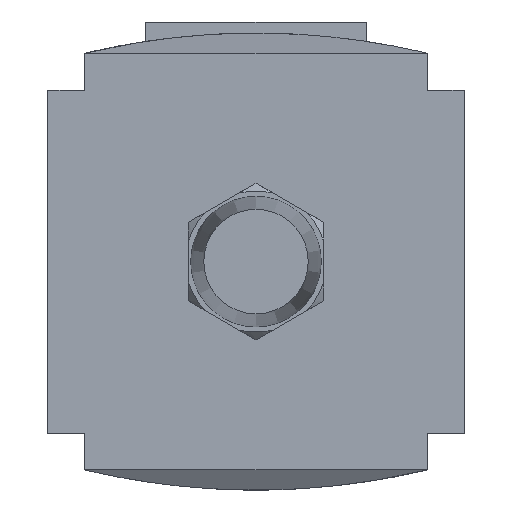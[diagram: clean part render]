
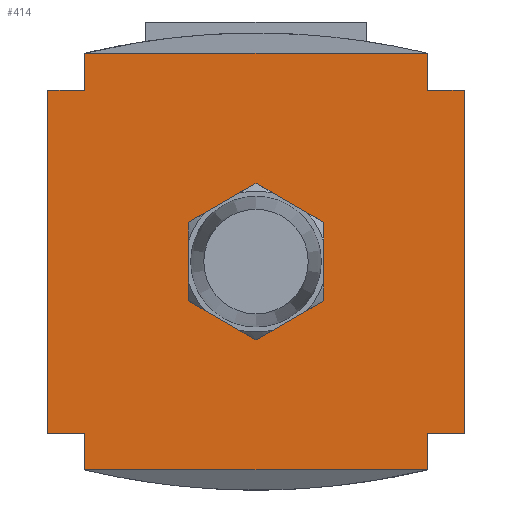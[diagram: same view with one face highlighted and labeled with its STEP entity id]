
A CAD part, front view. The second image highlights one B-rep face of the part: STEP entity #414.
In plain terms, the highlighted planar face has unit normal (0, -1, 0).
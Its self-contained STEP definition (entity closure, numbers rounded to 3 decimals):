
#414 = ADVANCED_FACE( '', ( #986, #987 ), #988, .F. );
#986 = FACE_BOUND( '', #1750, .T. );
#987 = FACE_OUTER_BOUND( '', #1751, .T. );
#988 = PLANE( '', #1752 );
#1750 = EDGE_LOOP( '', ( #2790 ) );
#1751 = EDGE_LOOP( '', ( #2791, #2792, #2793, #2794, #2795, #2796, #2797, #2798, #2799, #2800, #2801, #2802 ) );
#1752 = AXIS2_PLACEMENT_3D( '', #2803, #2804, #2805 );
#2790 = ORIENTED_EDGE( '', *, *, #4635, .F. );
#2791 = ORIENTED_EDGE( '', *, *, #4766, .F. );
#2792 = ORIENTED_EDGE( '', *, *, #4767, .F. );
#2793 = ORIENTED_EDGE( '', *, *, #4768, .F. );
#2794 = ORIENTED_EDGE( '', *, *, #4769, .T. );
#2795 = ORIENTED_EDGE( '', *, *, #4770, .F. );
#2796 = ORIENTED_EDGE( '', *, *, #4771, .T. );
#2797 = ORIENTED_EDGE( '', *, *, #4772, .F. );
#2798 = ORIENTED_EDGE( '', *, *, #4773, .T. );
#2799 = ORIENTED_EDGE( '', *, *, #4774, .T. );
#2800 = ORIENTED_EDGE( '', *, *, #4775, .F. );
#2801 = ORIENTED_EDGE( '', *, *, #4628, .F. );
#2802 = ORIENTED_EDGE( '', *, *, #4776, .T. );
#2803 = CARTESIAN_POINT( '', ( 0., -51., 103.36 ) );
#2804 = DIRECTION( '', ( 0., 1., 0. ) );
#2805 = DIRECTION( '', ( 0., 0., 1. ) );
#4628 = EDGE_CURVE( '', #5581, #5570, #5583, .T. );
#4635 = EDGE_CURVE( '', #5594, #5594, #5595, .T. );
#4766 = EDGE_CURVE( '', #5817, #5818, #5819, .T. );
#4767 = EDGE_CURVE( '', #5820, #5817, #5821, .T. );
#4768 = EDGE_CURVE( '', #5822, #5820, #5823, .T. );
#4769 = EDGE_CURVE( '', #5822, #5824, #5825, .T. );
#4770 = EDGE_CURVE( '', #5826, #5824, #5827, .T. );
#4771 = EDGE_CURVE( '', #5826, #5828, #5829, .T. );
#4772 = EDGE_CURVE( '', #5830, #5828, #5831, .T. );
#4773 = EDGE_CURVE( '', #5830, #5832, #5833, .T. );
#4774 = EDGE_CURVE( '', #5832, #5834, #5835, .T. );
#4775 = EDGE_CURVE( '', #5570, #5834, #5836, .T. );
#4776 = EDGE_CURVE( '', #5581, #5818, #5837, .T. );
#5570 = VERTEX_POINT( '', #6907 );
#5581 = VERTEX_POINT( '', #6924 );
#5583 = LINE( '', #6927, #6928 );
#5594 = VERTEX_POINT( '', #6943 );
#5595 = CIRCLE( '', #6944, 13.221 );
#5817 = VERTEX_POINT( '', #7266 );
#5818 = VERTEX_POINT( '', #7267 );
#5819 = LINE( '', #7268, #7269 );
#5820 = VERTEX_POINT( '', #7270 );
#5821 = LINE( '', #7271, #7272 );
#5822 = VERTEX_POINT( '', #7273 );
#5823 = LINE( '', #7274, #7275 );
#5824 = VERTEX_POINT( '', #7276 );
#5825 = LINE( '', #7277, #7278 );
#5826 = VERTEX_POINT( '', #7279 );
#5827 = LINE( '', #7280, #7281 );
#5828 = VERTEX_POINT( '', #7282 );
#5829 = LINE( '', #7283, #7284 );
#5830 = VERTEX_POINT( '', #7285 );
#5831 = LINE( '', #7286, #7287 );
#5832 = VERTEX_POINT( '', #7288 );
#5833 = LINE( '', #7289, #7290 );
#5834 = VERTEX_POINT( '', #7291 );
#5835 = LINE( '', #7292, #7293 );
#5836 = LINE( '', #7294, #7295 );
#5837 = LINE( '', #7296, #7297 );
#6907 = CARTESIAN_POINT( '', ( -35., -51., -35. ) );
#6924 = CARTESIAN_POINT( '', ( -35., -51., -42.5 ) );
#6927 = CARTESIAN_POINT( '', ( -35., -51., -42.5 ) );
#6928 = VECTOR( '', #8515, 1000. );
#6943 = CARTESIAN_POINT( '', ( 0., -51., -13.221 ) );
#6944 = AXIS2_PLACEMENT_3D( '', #8520, #8521, #8522 );
#7266 = CARTESIAN_POINT( '', ( 35., -51., -35. ) );
#7267 = CARTESIAN_POINT( '', ( 35., -51., -42.5 ) );
#7268 = CARTESIAN_POINT( '', ( 35., -51., 42.5 ) );
#7269 = VECTOR( '', #8661, 1000. );
#7270 = CARTESIAN_POINT( '', ( 42.5, -51., -35. ) );
#7271 = CARTESIAN_POINT( '', ( 42.5, -51., -35. ) );
#7272 = VECTOR( '', #8662, 1000. );
#7273 = CARTESIAN_POINT( '', ( 42.5, -51., 35. ) );
#7274 = CARTESIAN_POINT( '', ( 42.5, -51., 35. ) );
#7275 = VECTOR( '', #8663, 1000. );
#7276 = CARTESIAN_POINT( '', ( 35., -51., 35. ) );
#7277 = CARTESIAN_POINT( '', ( 42.5, -51., 35. ) );
#7278 = VECTOR( '', #8664, 1000. );
#7279 = CARTESIAN_POINT( '', ( 35., -51., 42.5 ) );
#7280 = CARTESIAN_POINT( '', ( 35., -51., 42.5 ) );
#7281 = VECTOR( '', #8665, 1000. );
#7282 = CARTESIAN_POINT( '', ( -35., -51., 42.5 ) );
#7283 = CARTESIAN_POINT( '', ( 0., -51., 42.5 ) );
#7284 = VECTOR( '', #8666, 1000. );
#7285 = CARTESIAN_POINT( '', ( -35., -51., 35. ) );
#7286 = CARTESIAN_POINT( '', ( -35., -51., -42.5 ) );
#7287 = VECTOR( '', #8667, 1000. );
#7288 = CARTESIAN_POINT( '', ( -42.5, -51., 35. ) );
#7289 = CARTESIAN_POINT( '', ( 42.5, -51., 35. ) );
#7290 = VECTOR( '', #8668, 1000. );
#7291 = CARTESIAN_POINT( '', ( -42.5, -51., -35. ) );
#7292 = CARTESIAN_POINT( '', ( -42.5, -51., 35. ) );
#7293 = VECTOR( '', #8669, 1000. );
#7294 = CARTESIAN_POINT( '', ( 42.5, -51., -35. ) );
#7295 = VECTOR( '', #8670, 1000. );
#7296 = CARTESIAN_POINT( '', ( 0., -51., -42.5 ) );
#7297 = VECTOR( '', #8671, 1000. );
#8515 = DIRECTION( '', ( 0., 0., 1. ) );
#8520 = CARTESIAN_POINT( '', ( 0., -51., 0. ) );
#8521 = DIRECTION( '', ( 0., -1., 0. ) );
#8522 = DIRECTION( '', ( 0., 0., -1. ) );
#8661 = DIRECTION( '', ( 0., 0., -1. ) );
#8662 = DIRECTION( '', ( -1., 0., 0. ) );
#8663 = DIRECTION( '', ( 0., 0., -1. ) );
#8664 = DIRECTION( '', ( -1., 0., 0. ) );
#8665 = DIRECTION( '', ( 0., 0., -1. ) );
#8666 = DIRECTION( '', ( -1., 0., 0. ) );
#8667 = DIRECTION( '', ( 0., 0., 1. ) );
#8668 = DIRECTION( '', ( -1., 0., 0. ) );
#8669 = DIRECTION( '', ( 0., 0., -1. ) );
#8670 = DIRECTION( '', ( -1., 0., 0. ) );
#8671 = DIRECTION( '', ( 1., 0., 0. ) );
